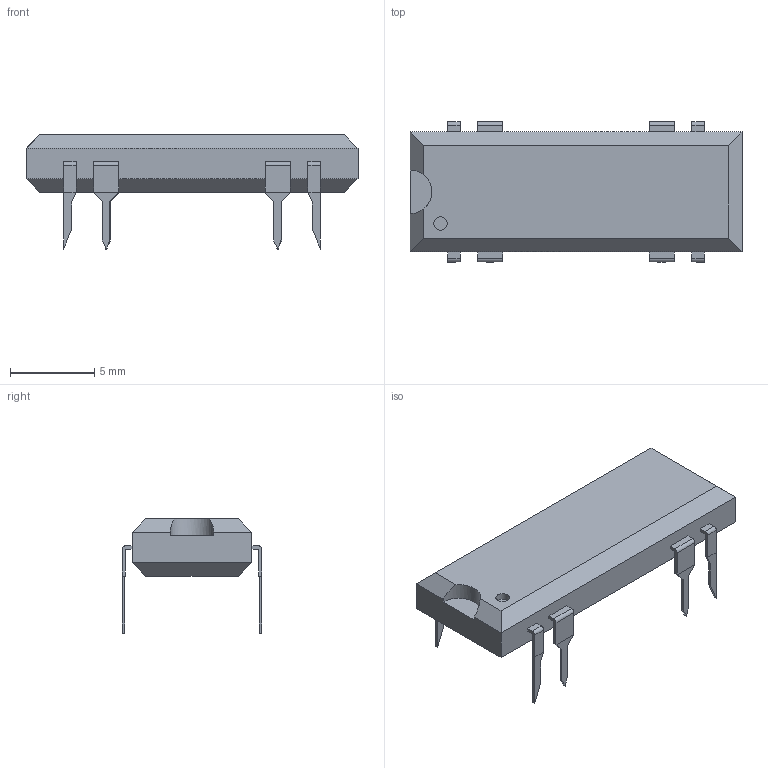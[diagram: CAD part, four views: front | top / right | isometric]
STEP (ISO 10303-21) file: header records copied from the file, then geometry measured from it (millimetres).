
FILE_DESCRIPTION(('FreeCAD Model'),'2;1');
FILE_NAME('Celduc_Relay.step','2018-12-19T16:35:36',( 'kicad StepUp'),('ksu MCAD'),'Open CASCADE STEP processor 7.2', 'FreeCAD','Unknown');
FILE_SCHEMA(('AUTOMOTIVE_DESIGN { 1 0 10303 214 1 1 1 1 }'));
Length unit declared in the file: millimetre
Products named in the file (1): Celduc_Relay
Bounding box: 19.69 x 8.3 x 6.78 mm (x, y, z)
Volume: 446.8 mm3; surface area: 494.8 mm2
Topology: 9 solids, 9 shells, 147 faces, 344 edges, 216 vertices
Faces by surface type: plane 137, cylinder 10
Full cylindrical faces by diameter (mm): 0.8 x1
Entity records: 5106 total; most frequent: CARTESIAN_POINT 708, ORIENTED_EDGE 688, DIRECTION 662, EDGE_CURVE 344, LINE 322, VECTOR 322, VERTEX_POINT 216, AXIS2_PLACEMENT_3D 170
